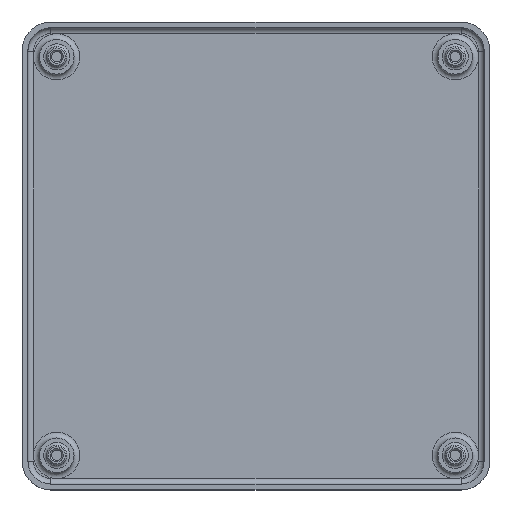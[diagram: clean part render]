
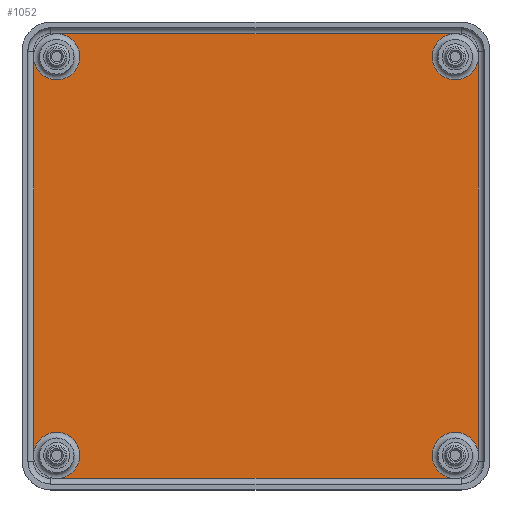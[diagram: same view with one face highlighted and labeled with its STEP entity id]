
A CAD part, top view. The second image highlights one B-rep face of the part: STEP entity #1052.
In plain terms, the highlighted planar face has unit normal (0, 0, 1).
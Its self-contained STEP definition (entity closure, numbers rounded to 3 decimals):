
#72=PLANE('',#1183);
#120=FACE_OUTER_BOUND('',#200,.T.);
#200=EDGE_LOOP('',(#821,#822,#823,#824,#825,#826,#827,#828,#829,#830));
#263=LINE('',#1792,#328);
#264=LINE('',#1796,#329);
#265=LINE('',#1802,#330);
#266=LINE('',#1807,#331);
#328=VECTOR('',#1440,10.);
#329=VECTOR('',#1443,10.);
#330=VECTOR('',#1448,10.);
#331=VECTOR('',#1453,10.);
#417=CIRCLE('',#1179,8.);
#420=CIRCLE('',#1184,8.);
#421=CIRCLE('',#1185,8.);
#422=CIRCLE('',#1186,8.);
#423=CIRCLE('',#1187,8.);
#424=CIRCLE('',#1188,8.);
#500=VERTEX_POINT('',#1779);
#501=VERTEX_POINT('',#1781);
#504=VERTEX_POINT('',#1791);
#505=VERTEX_POINT('',#1793);
#506=VERTEX_POINT('',#1795);
#507=VERTEX_POINT('',#1797);
#508=VERTEX_POINT('',#1799);
#509=VERTEX_POINT('',#1801);
#510=VERTEX_POINT('',#1803);
#511=VERTEX_POINT('',#1805);
#613=EDGE_CURVE('',#500,#501,#417,.T.);
#618=EDGE_CURVE('',#504,#500,#263,.T.);
#619=EDGE_CURVE('',#505,#504,#420,.T.);
#620=EDGE_CURVE('',#506,#505,#264,.T.);
#621=EDGE_CURVE('',#507,#506,#421,.T.);
#622=EDGE_CURVE('',#508,#507,#422,.T.);
#623=EDGE_CURVE('',#509,#508,#265,.T.);
#624=EDGE_CURVE('',#510,#509,#423,.T.);
#625=EDGE_CURVE('',#511,#510,#424,.T.);
#626=EDGE_CURVE('',#501,#511,#266,.T.);
#821=ORIENTED_EDGE('',*,*,#613,.F.);
#822=ORIENTED_EDGE('',*,*,#618,.F.);
#823=ORIENTED_EDGE('',*,*,#619,.F.);
#824=ORIENTED_EDGE('',*,*,#620,.F.);
#825=ORIENTED_EDGE('',*,*,#621,.F.);
#826=ORIENTED_EDGE('',*,*,#622,.F.);
#827=ORIENTED_EDGE('',*,*,#623,.F.);
#828=ORIENTED_EDGE('',*,*,#624,.F.);
#829=ORIENTED_EDGE('',*,*,#625,.F.);
#830=ORIENTED_EDGE('',*,*,#626,.F.);
#1052=ADVANCED_FACE('',(#120),#72,.T.);
#1179=AXIS2_PLACEMENT_3D('',#1782,#1428,#1429);
#1183=AXIS2_PLACEMENT_3D('',#1790,#1438,#1439);
#1184=AXIS2_PLACEMENT_3D('',#1794,#1441,#1442);
#1185=AXIS2_PLACEMENT_3D('',#1798,#1444,#1445);
#1186=AXIS2_PLACEMENT_3D('',#1800,#1446,#1447);
#1187=AXIS2_PLACEMENT_3D('',#1804,#1449,#1450);
#1188=AXIS2_PLACEMENT_3D('',#1806,#1451,#1452);
#1428=DIRECTION('center_axis',(0.,0.,1.));
#1429=DIRECTION('ref_axis',(-1.,0.,0.));
#1438=DIRECTION('center_axis',(0.,0.,1.));
#1439=DIRECTION('ref_axis',(1.,0.,0.));
#1440=DIRECTION('',(0.,-1.,0.));
#1441=DIRECTION('center_axis',(0.,0.,1.));
#1442=DIRECTION('ref_axis',(-1.,0.,0.));
#1443=DIRECTION('',(1.,0.,0.));
#1444=DIRECTION('center_axis',(0.,0.,1.));
#1445=DIRECTION('ref_axis',(-1.,0.,0.));
#1446=DIRECTION('center_axis',(0.,0.,1.));
#1447=DIRECTION('ref_axis',(-1.,0.,0.));
#1448=DIRECTION('',(0.,1.,0.));
#1449=DIRECTION('center_axis',(0.,0.,1.));
#1450=DIRECTION('ref_axis',(-1.,0.,0.));
#1451=DIRECTION('center_axis',(0.,0.,1.));
#1452=DIRECTION('ref_axis',(-1.,0.,0.));
#1453=DIRECTION('',(-1.,0.,0.));
#1779=CARTESIAN_POINT('',(158.,12.,2.));
#1781=CARTESIAN_POINT('',(150.,4.,2.));
#1782=CARTESIAN_POINT('Origin',(150.,12.,2.));
#1790=CARTESIAN_POINT('Origin',(81.,81.,2.));
#1791=CARTESIAN_POINT('',(158.,150.,2.));
#1792=CARTESIAN_POINT('',(158.,116.5,2.));
#1793=CARTESIAN_POINT('',(150.,158.,2.));
#1794=CARTESIAN_POINT('Origin',(150.,150.,2.));
#1795=CARTESIAN_POINT('',(12.,158.,2.));
#1796=CARTESIAN_POINT('',(45.5,158.,2.));
#1797=CARTESIAN_POINT('',(20.,150.,2.));
#1798=CARTESIAN_POINT('Origin',(12.,150.,2.));
#1799=CARTESIAN_POINT('',(4.,150.,2.));
#1800=CARTESIAN_POINT('Origin',(12.,150.,2.));
#1801=CARTESIAN_POINT('',(4.,12.,2.));
#1802=CARTESIAN_POINT('',(4.,45.5,2.));
#1803=CARTESIAN_POINT('',(20.,12.,2.));
#1804=CARTESIAN_POINT('Origin',(12.,12.,2.));
#1805=CARTESIAN_POINT('',(12.,4.,2.));
#1806=CARTESIAN_POINT('Origin',(12.,12.,2.));
#1807=CARTESIAN_POINT('',(116.5,4.,2.));
